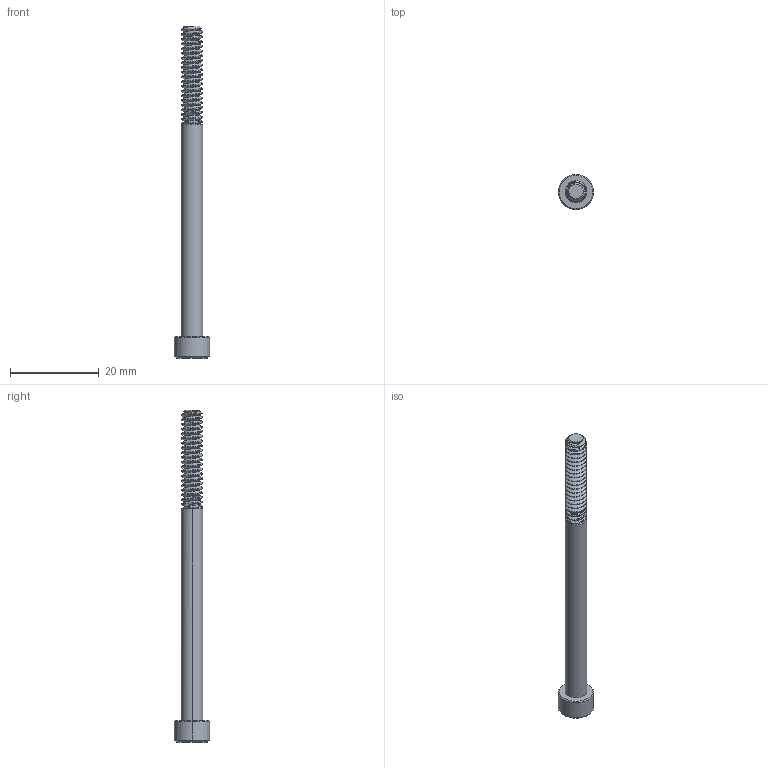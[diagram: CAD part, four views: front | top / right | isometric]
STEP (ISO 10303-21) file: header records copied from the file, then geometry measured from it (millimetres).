
FILE_DESCRIPTION (( 'STEP AP203' ), '1' );
FILE_NAME ('92196A256.step', '2014-02-14T19:03:16', ( '' ), ( '' ), 'SwSTEP 2.0', 'SolidWorks 2010', '' );
FILE_SCHEMA (( 'CONFIG_CONTROL_DESIGN' ));
Length unit declared in the file: inch
Products named in the file (1): 92196A256
Bounding box: 7.94 x 7.94 x 74.68 mm (x, y, z)
Volume: 1368.5 mm3; surface area: 1467.6 mm2
Topology: 1 solids, 1 shells, 116 faces, 316 edges, 204 vertices
Faces by surface type: cylinder 88, cone 16, plane 10, bspline 2
Entity records: 7893 total; most frequent: CARTESIAN_POINT 5405, ORIENTED_EDGE 632, DIRECTION 390, EDGE_CURVE 316, VERTEX_POINT 204, AXIS2_PLACEMENT_3D 141, EDGE_LOOP 118, FACE_OUTER_BOUND 116
